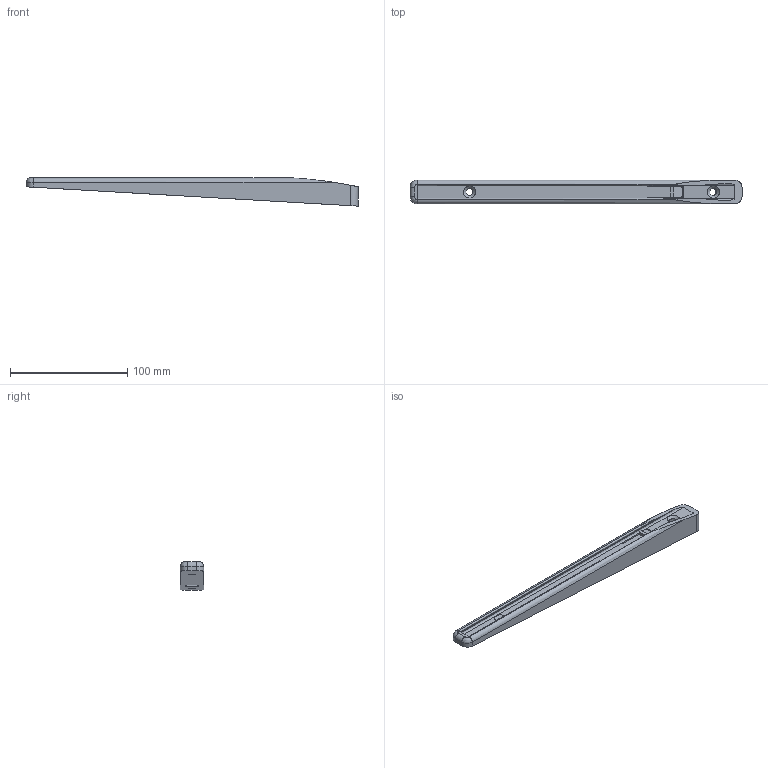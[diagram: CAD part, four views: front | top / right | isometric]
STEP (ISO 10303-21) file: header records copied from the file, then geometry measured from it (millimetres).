
FILE_DESCRIPTION(/* description */ (''),/* implementation_level */ '2;1');
FILE_NAME(/* name */ 'Mount_.stp',/* time_stamp */ '2021-10-10T18:46:22-04:00',/* author */ ('trl121'),/* organization */ (''),/* preprocessor_version */ 'ST-DEVELOPER v18.1',/* originating_system */ 'Autodesk Inventor 2022',/* authorisation */ '');
FILE_SCHEMA (('AUTOMOTIVE_DESIGN { 1 0 10303 214 3 1 1 }'));
Length unit declared in the file: inch
Products named in the file (1): Mount_
Bounding box: 283.76 x 20.32 x 24.13 mm (x, y, z)
Volume: 61628.3 mm3; surface area: 25110.4 mm2
Topology: 1 solids, 1 shells, 56 faces, 145 edges, 90 vertices
Faces by surface type: cylinder 26, plane 23, bspline 5, sphere 2
Full cylindrical faces by diameter (mm): 6.35 x2
Entity records: 2002 total; most frequent: CARTESIAN_POINT 597, ORIENTED_EDGE 290, DIRECTION 277, EDGE_CURVE 145, AXIS2_PLACEMENT_3D 98, VERTEX_POINT 90, LINE 81, VECTOR 81
